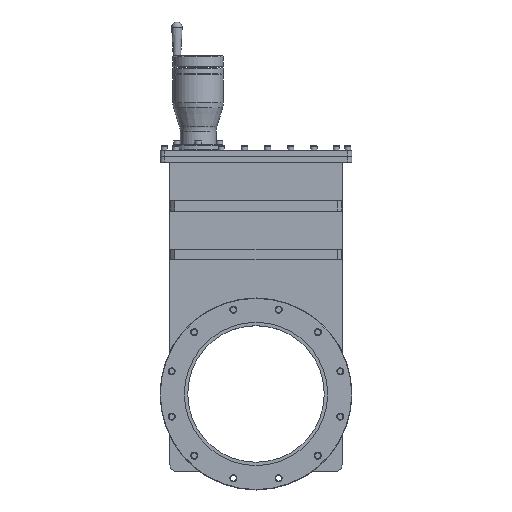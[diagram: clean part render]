
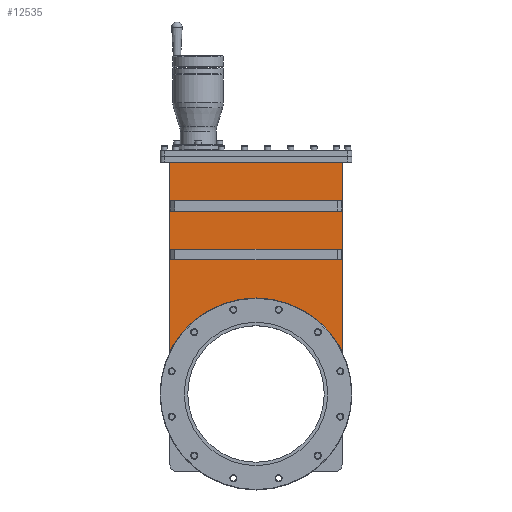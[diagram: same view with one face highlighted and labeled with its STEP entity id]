
A CAD part, top view. The second image highlights one B-rep face of the part: STEP entity #12535.
In plain terms, the highlighted planar face has unit normal (0, 0, 1).
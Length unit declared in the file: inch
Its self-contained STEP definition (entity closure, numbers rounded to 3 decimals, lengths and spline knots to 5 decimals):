
#3601=DIRECTION('',(0.,-1.,0.));
#3602=VECTOR('',#3601,11.10757);
#3603=CARTESIAN_POINT('',(5.04,13.56,0.7025));
#3604=LINE('',#3603,#3602);
#3605=CARTESIAN_POINT('',(0.,0.,0.7025));
#3606=DIRECTION('',(0.,0.,-1.));
#3607=DIRECTION('',(0.,1.,0.));
#3608=AXIS2_PLACEMENT_3D('',#3605,#3606,#3607);
#3610=CARTESIAN_POINT('',(0.,0.,0.7025));
#3611=DIRECTION('',(0.,0.,1.));
#3612=DIRECTION('',(0.,1.,0.));
#3613=AXIS2_PLACEMENT_3D('',#3610,#3611,#3612);
#3615=DIRECTION('',(0.,1.,0.));
#3616=VECTOR('',#3615,11.10757);
#3617=CARTESIAN_POINT('',(-5.04,2.45243,0.7025));
#3618=LINE('',#3617,#3616);
#3619=DIRECTION('',(1.,0.,0.));
#3620=VECTOR('',#3619,10.08);
#3621=CARTESIAN_POINT('',(-5.04,13.56,0.7025));
#3622=LINE('',#3621,#3620);
#3649=DIRECTION('',(0.,-1.,0.));
#3650=VECTOR('',#3649,0.625);
#3651=CARTESIAN_POINT('',(-5.02,8.48,0.7025));
#3652=LINE('',#3651,#3650);
#3653=DIRECTION('',(1.,0.,0.));
#3654=VECTOR('',#3653,10.04);
#3655=CARTESIAN_POINT('',(-5.02,7.855,0.7025));
#3656=LINE('',#3655,#3654);
#3657=DIRECTION('',(0.,1.,0.));
#3658=VECTOR('',#3657,0.625);
#3659=CARTESIAN_POINT('',(5.02,7.855,0.7025));
#3660=LINE('',#3659,#3658);
#3661=DIRECTION('',(-1.,0.,0.));
#3662=VECTOR('',#3661,10.04);
#3663=CARTESIAN_POINT('',(5.02,8.48,0.7025));
#3664=LINE('',#3663,#3662);
#3665=DIRECTION('',(0.,-1.,0.));
#3666=VECTOR('',#3665,0.625);
#3667=CARTESIAN_POINT('',(-5.02,11.335,0.7025));
#3668=LINE('',#3667,#3666);
#3669=DIRECTION('',(1.,0.,0.));
#3670=VECTOR('',#3669,10.04);
#3671=CARTESIAN_POINT('',(-5.02,10.71,0.7025));
#3672=LINE('',#3671,#3670);
#3673=DIRECTION('',(0.,1.,0.));
#3674=VECTOR('',#3673,0.625);
#3675=CARTESIAN_POINT('',(5.02,10.71,0.7025));
#3676=LINE('',#3675,#3674);
#3677=DIRECTION('',(-1.,0.,0.));
#3678=VECTOR('',#3677,10.04);
#3679=CARTESIAN_POINT('',(5.02,11.335,0.7025));
#3680=LINE('',#3679,#3678);
#5469=CARTESIAN_POINT('',(-5.04,13.56,0.7025));
#5470=CARTESIAN_POINT('',(5.04,13.56,0.7025));
#5471=VERTEX_POINT('',#5469);
#5472=VERTEX_POINT('',#5470);
#6385=CARTESIAN_POINT('',(5.04,2.45243,0.7025));
#6387=VERTEX_POINT('',#6385);
#6429=CARTESIAN_POINT('',(0.,5.605,0.7025));
#6430=VERTEX_POINT('',#6429);
#6433=CARTESIAN_POINT('',(-5.04,2.45243,0.7025));
#6434=VERTEX_POINT('',#6433);
#6724=CARTESIAN_POINT('',(-5.02,8.48,0.7025));
#6725=CARTESIAN_POINT('',(-5.02,7.855,0.7025));
#6726=VERTEX_POINT('',#6724);
#6727=VERTEX_POINT('',#6725);
#6728=CARTESIAN_POINT('',(5.02,7.855,0.7025));
#6729=VERTEX_POINT('',#6728);
#6730=CARTESIAN_POINT('',(5.02,8.48,0.7025));
#6731=VERTEX_POINT('',#6730);
#6732=CARTESIAN_POINT('',(-5.02,11.335,0.7025));
#6733=CARTESIAN_POINT('',(-5.02,10.71,0.7025));
#6734=VERTEX_POINT('',#6732);
#6735=VERTEX_POINT('',#6733);
#6736=CARTESIAN_POINT('',(5.02,10.71,0.7025));
#6737=VERTEX_POINT('',#6736);
#6738=CARTESIAN_POINT('',(5.02,11.335,0.7025));
#6739=VERTEX_POINT('',#6738);
#12501=CARTESIAN_POINT('',(0.,0.,0.7025));
#12502=DIRECTION('',(0.,0.,1.));
#12503=DIRECTION('',(1.,0.,0.));
#12504=AXIS2_PLACEMENT_3D('',#12501,#12502,#12503);
#12505=PLANE('',#12504);
#12506=ORIENTED_EDGE('',*,*,#7272,.T.);
#12508=ORIENTED_EDGE('',*,*,#12507,.F.);
#12510=ORIENTED_EDGE('',*,*,#12509,.T.);
#12511=ORIENTED_EDGE('',*,*,#7109,.T.);
#12512=ORIENTED_EDGE('',*,*,#7308,.T.);
#12513=EDGE_LOOP('',(#12506,#12508,#12510,#12511,#12512));
#12514=FACE_OUTER_BOUND('',#12513,.F.);
#12516=ORIENTED_EDGE('',*,*,#12515,.T.);
#12518=ORIENTED_EDGE('',*,*,#12517,.T.);
#12520=ORIENTED_EDGE('',*,*,#12519,.T.);
#12522=ORIENTED_EDGE('',*,*,#12521,.T.);
#12523=EDGE_LOOP('',(#12516,#12518,#12520,#12522));
#12524=FACE_BOUND('',#12523,.F.);
#12526=ORIENTED_EDGE('',*,*,#12525,.T.);
#12528=ORIENTED_EDGE('',*,*,#12527,.T.);
#12530=ORIENTED_EDGE('',*,*,#12529,.T.);
#12532=ORIENTED_EDGE('',*,*,#12531,.T.);
#12533=EDGE_LOOP('',(#12526,#12528,#12530,#12532));
#12534=FACE_BOUND('',#12533,.F.);
#3609=CIRCLE('',#3608,5.605);
#3614=CIRCLE('',#3613,5.605);
#7109=EDGE_CURVE('',#6434,#5471,#3618,.T.);
#7272=EDGE_CURVE('',#5472,#6387,#3604,.T.);
#7308=EDGE_CURVE('',#5471,#5472,#3622,.T.);
#12507=EDGE_CURVE('',#6430,#6387,#3609,.T.);
#12509=EDGE_CURVE('',#6430,#6434,#3614,.T.);
#12515=EDGE_CURVE('',#6726,#6727,#3652,.T.);
#12517=EDGE_CURVE('',#6727,#6729,#3656,.T.);
#12519=EDGE_CURVE('',#6729,#6731,#3660,.T.);
#12521=EDGE_CURVE('',#6731,#6726,#3664,.T.);
#12525=EDGE_CURVE('',#6734,#6735,#3668,.T.);
#12527=EDGE_CURVE('',#6735,#6737,#3672,.T.);
#12529=EDGE_CURVE('',#6737,#6739,#3676,.T.);
#12531=EDGE_CURVE('',#6739,#6734,#3680,.T.);
#12535=ADVANCED_FACE('',(#12514,#12524,#12534),#12505,.T.);
